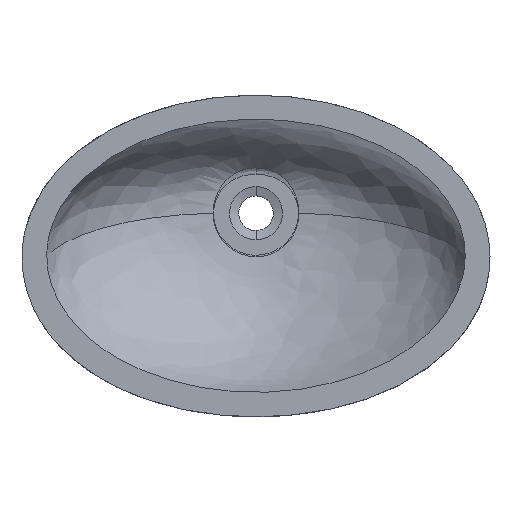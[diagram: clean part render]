
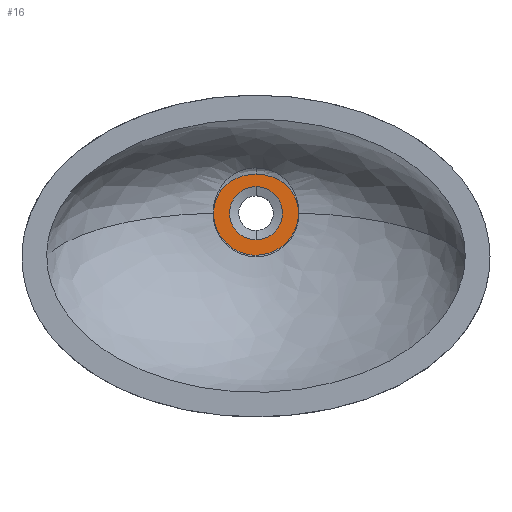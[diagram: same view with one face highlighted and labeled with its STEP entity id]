
A CAD part, top view. The second image highlights one B-rep face of the part: STEP entity #16.
In plain terms, the highlighted planar face has unit normal (0, 0, 1).
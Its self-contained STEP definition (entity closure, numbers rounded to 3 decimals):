
#16=ADVANCED_FACE('',(#47,#43),#415,.T.);
#43=FACE_BOUND('',#76,.T.);
#47=FACE_OUTER_BOUND('',#75,.T.);
#75=EDGE_LOOP('',(#108,#109,#110));
#76=EDGE_LOOP('',(#111,#112));
#108=ORIENTED_EDGE('',*,*,#232,.T.);
#109=ORIENTED_EDGE('',*,*,#233,.T.);
#110=ORIENTED_EDGE('',*,*,#234,.T.);
#111=ORIENTED_EDGE('',*,*,#235,.T.);
#112=ORIENTED_EDGE('',*,*,#236,.T.);
#232=EDGE_CURVE('',#356,#357,#307,.T.);
#233=EDGE_CURVE('',#357,#358,#308,.T.);
#234=EDGE_CURVE('',#358,#356,#309,.T.);
#235=EDGE_CURVE('',#359,#360,#290,.T.);
#236=EDGE_CURVE('',#360,#359,#291,.T.);
#290=(
BOUNDED_CURVE()
B_SPLINE_CURVE(2,(#18213,#18214,#18215,#18216,#18217),.UNSPECIFIED.,.F.,
 .F.)
B_SPLINE_CURVE_WITH_KNOTS((3,2,3),(0.,48.695,97.389),
 .UNSPECIFIED.)
CURVE()
GEOMETRIC_REPRESENTATION_ITEM()
RATIONAL_B_SPLINE_CURVE((1.,0.707,1.,0.707,1.))
REPRESENTATION_ITEM('')
);
#291=(
BOUNDED_CURVE()
B_SPLINE_CURVE(2,(#18218,#18219,#18220,#18221,#18222),.UNSPECIFIED.,.F.,
 .F.)
B_SPLINE_CURVE_WITH_KNOTS((3,2,3),(0.,48.695,97.389),
 .UNSPECIFIED.)
CURVE()
GEOMETRIC_REPRESENTATION_ITEM()
RATIONAL_B_SPLINE_CURVE((1.,0.707,1.,0.707,1.))
REPRESENTATION_ITEM('')
);
#307=B_SPLINE_CURVE_WITH_KNOTS('',3,(#18161,#18162,#18163,#18164,#18165,
#18166,#18167,#18168,#18169,#18170,#18171,#18172,#18173,#18174,#18175,#18176,
#18177,#18178,#18179,#18180,#18181,#18182,#18183,#18184),.UNSPECIFIED.,
 .F.,.F.,(4,2,2,2,2,2,2,2,2,2,2,4),(0.,0.,0.017,
0.034,0.051,0.068,0.085,
0.101,0.116,0.131,0.147,
0.154),.UNSPECIFIED.);
#308=B_SPLINE_CURVE_WITH_KNOTS('',3,(#18185,#18186,#18187,#18188,#18189,
#18190,#18191,#18192,#18193,#18194,#18195,#18196,#18197,#18198,#18199,#18200,
#18201,#18202,#18203,#18204,#18205,#18206,#18207,#18208),.UNSPECIFIED.,
 .F.,.F.,(4,2,2,2,2,2,2,2,2,2,2,4),(0.154,0.154,
0.172,0.189,0.207,0.216,
0.226,0.242,0.258,0.274,
0.291,0.308),.UNSPECIFIED.);
#309=B_SPLINE_CURVE_WITH_KNOTS('',3,(#18209,#18210,#18211,#18212),
 .UNSPECIFIED.,.F.,.F.,(4,4),(0.308,0.308),
 .UNSPECIFIED.);
#356=VERTEX_POINT('',#17944);
#357=VERTEX_POINT('',#17945);
#358=VERTEX_POINT('',#17946);
#359=VERTEX_POINT('',#17947);
#360=VERTEX_POINT('',#17948);
#415=PLANE('',#439);
#439=AXIS2_PLACEMENT_3D('',#453,#446,$);
#446=DIRECTION('',(0.,0.,1.));
#453=CARTESIAN_POINT('',(-54.666,100.428,-143.));
#17944=CARTESIAN_POINT('',(0.,0.828,-143.));
#17945=CARTESIAN_POINT('',(0.052,95.685,-143.));
#17946=CARTESIAN_POINT('',(0.,0.828,-143.));
#17947=CARTESIAN_POINT('',(0.,19.,-143.));
#17948=CARTESIAN_POINT('',(0.,81.,-143.));
#18161=CARTESIAN_POINT('',(0.,0.828,-143.));
#18162=CARTESIAN_POINT('',(0.025,0.828,-143.));
#18163=CARTESIAN_POINT('',(0.051,0.828,-143.));
#18164=CARTESIAN_POINT('',(5.723,0.837,-143.));
#18165=CARTESIAN_POINT('',(11.206,1.787,-143.));
#18166=CARTESIAN_POINT('',(21.853,5.54,-143.));
#18167=CARTESIAN_POINT('',(26.717,8.236,-143.));
#18168=CARTESIAN_POINT('',(35.592,15.309,-143.));
#18169=CARTESIAN_POINT('',(39.337,19.501,-143.));
#18170=CARTESIAN_POINT('',(45.324,29.133,-143.));
#18171=CARTESIAN_POINT('',(47.413,34.28,-143.));
#18172=CARTESIAN_POINT('',(49.77,45.202,-143.));
#18173=CARTESIAN_POINT('',(50.024,50.661,-143.));
#18174=CARTESIAN_POINT('',(48.541,61.463,-143.));
#18175=CARTESIAN_POINT('',(46.915,66.509,-143.));
#18176=CARTESIAN_POINT('',(41.971,75.71,-143.));
#18177=CARTESIAN_POINT('',(38.863,79.659,-143.));
#18178=CARTESIAN_POINT('',(31.424,86.3,-143.));
#18179=CARTESIAN_POINT('',(27.318,88.877,-143.));
#18180=CARTESIAN_POINT('',(17.998,93.041,-143.));
#18181=CARTESIAN_POINT('',(12.931,94.449,-143.));
#18182=CARTESIAN_POINT('',(5.137,95.508,-143.));
#18183=CARTESIAN_POINT('',(2.602,95.683,-143.));
#18184=CARTESIAN_POINT('',(0.052,95.685,-143.));
#18185=CARTESIAN_POINT('',(0.052,95.685,-143.));
#18186=CARTESIAN_POINT('',(0.034,95.685,-143.));
#18187=CARTESIAN_POINT('',(0.017,95.685,-143.));
#18188=CARTESIAN_POINT('',(-5.848,95.685,-143.));
#18189=CARTESIAN_POINT('',(-11.554,94.808,-143.));
#18190=CARTESIAN_POINT('',(-22.732,91.271,-143.));
#18191=CARTESIAN_POINT('',(-27.926,88.688,-143.));
#18192=CARTESIAN_POINT('',(-37.124,81.613,-143.));
#18193=CARTESIAN_POINT('',(-40.858,77.368,-143.));
#18194=CARTESIAN_POINT('',(-45.301,69.674,-143.));
#18195=CARTESIAN_POINT('',(-46.576,66.783,-143.));
#18196=CARTESIAN_POINT('',(-48.533,60.676,-143.));
#18197=CARTESIAN_POINT('',(-49.184,57.486,-143.));
#18198=CARTESIAN_POINT('',(-49.991,48.955,-143.));
#18199=CARTESIAN_POINT('',(-49.573,43.706,-143.));
#18200=CARTESIAN_POINT('',(-47.044,33.322,-143.));
#18201=CARTESIAN_POINT('',(-44.953,28.43,-143.));
#18202=CARTESIAN_POINT('',(-39.099,19.236,-143.));
#18203=CARTESIAN_POINT('',(-35.434,15.179,-143.));
#18204=CARTESIAN_POINT('',(-26.713,8.236,-143.));
#18205=CARTESIAN_POINT('',(-21.85,5.541,-143.));
#18206=CARTESIAN_POINT('',(-11.199,1.782,-143.));
#18207=CARTESIAN_POINT('',(-5.672,0.828,-143.));
#18208=CARTESIAN_POINT('',(0.,0.828,-143.));
#18209=CARTESIAN_POINT('',(0.,0.828,-143.));
#18210=CARTESIAN_POINT('',(0.,0.828,-143.));
#18211=CARTESIAN_POINT('',(0.,0.828,-143.));
#18212=CARTESIAN_POINT('',(0.,0.828,-143.));
#18213=CARTESIAN_POINT('',(0.,19.,-143.));
#18214=CARTESIAN_POINT('',(-31.,19.,-143.));
#18215=CARTESIAN_POINT('',(-31.,50.,-143.));
#18216=CARTESIAN_POINT('',(-31.,81.,-143.));
#18217=CARTESIAN_POINT('',(0.,81.,-143.));
#18218=CARTESIAN_POINT('',(0.,81.,-143.));
#18219=CARTESIAN_POINT('',(31.,81.,-143.));
#18220=CARTESIAN_POINT('',(31.,50.,-143.));
#18221=CARTESIAN_POINT('',(31.,19.,-143.));
#18222=CARTESIAN_POINT('',(0.,19.,-143.));
